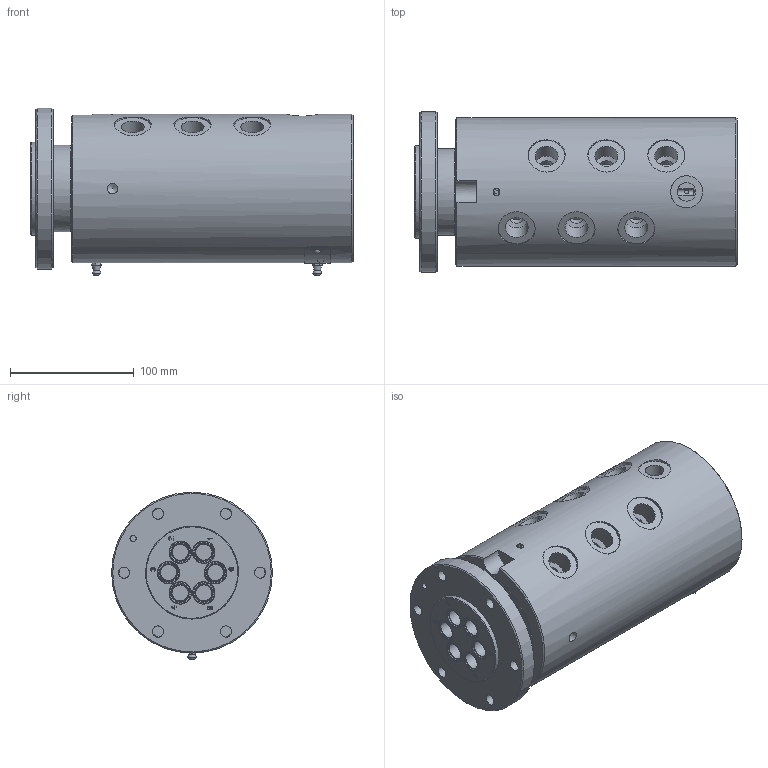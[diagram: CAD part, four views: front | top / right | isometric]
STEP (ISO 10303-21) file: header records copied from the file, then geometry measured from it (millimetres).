
FILE_DESCRIPTION (( 'STEP AP214' ), '1' );
FILE_NAME ('TUR-G6V-120ACQ.STEP', '2016-08-19T13:38:57', ( '' ), ( '' ), 'SwSTEP 2.0', 'SolidWorks 2016', '' );
FILE_SCHEMA (( 'AUTOMOTIVE_DESIGN' ));
Length unit declared in the file: millimetre
Products named in the file (1): TUR-G6V-120ACQ
Bounding box: 260.4 x 130 x 135.5 mm (x, y, z)
Volume: 2469993.9 mm3; surface area: 311082.8 mm2
Topology: 1 solids, 2 shells, 621 faces, 1770 edges, 1239 vertices
Faces by surface type: plane 383, cylinder 175, cone 36, bspline 26, torus 1
Full cylindrical faces by diameter (mm): 2.5 x2, 3 x6, 3.5 x2, 5 x5, 8.5 x1, 9 x7, 12 x8, 13 x6, 14 x6, 14.95 x1, 18 x6, 18.63 x6, 26 x1, 30 x6, 47 x1, 50 x2, 57 x1, 59 x6, 60 x8, 60.1 x16, 62.5 x2, 67.5 x11, 70 x7, 75 x1, 78.1 x2, 86.5 x2, 90 x2, 93.5 x1, 95 x2, 120 x1
Entity records: 53855 total; most frequent: CARTESIAN_POINT 37153, ORIENTED_EDGE 3070, DIRECTION 1962, EDGE_CURVE 1535, VERTEX_POINT 1188, EDGE_LOOP 949, B_SPLINE_CURVE_WITH_KNOTS 795, FACE_OUTER_BOUND 769
